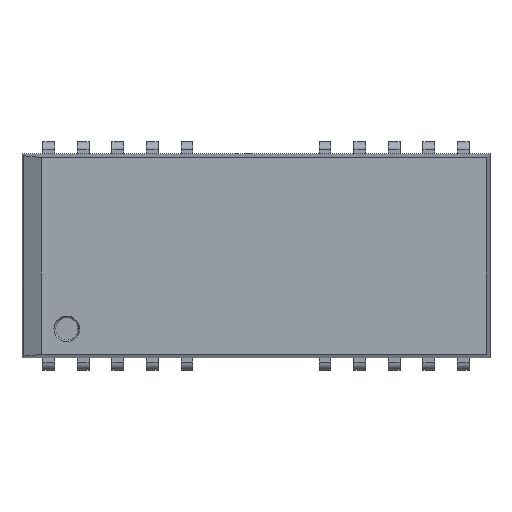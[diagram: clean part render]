
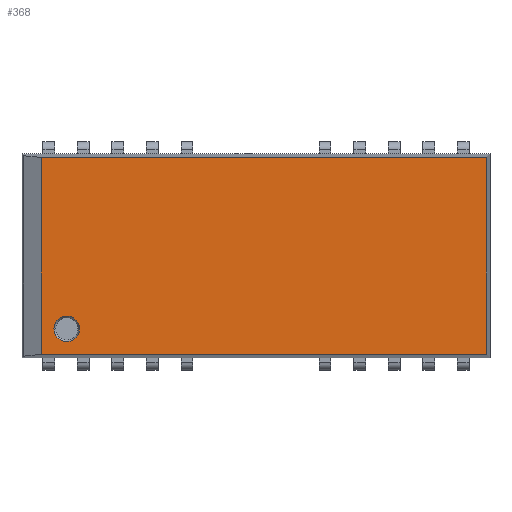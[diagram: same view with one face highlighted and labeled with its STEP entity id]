
A CAD part, top view. The second image highlights one B-rep face of the part: STEP entity #368.
In plain terms, the highlighted planar face has unit normal (0, 0, 1).
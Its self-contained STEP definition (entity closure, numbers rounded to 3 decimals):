
#368=ADVANCED_FACE('',(#821,#823),#825,.T.);
#821=FACE_BOUND('',#822,.T.);
#822=EDGE_LOOP('',(#1164,#1165,#1166,#1167));
#823=FACE_BOUND('',#824,.T.);
#824=EDGE_LOOP('',(#1168));
#825=PLANE('',#826);
#826=AXIS2_PLACEMENT_3D('',#827,#828,#829);
#827=CARTESIAN_POINT('',(0.,0.,2.9));
#828=DIRECTION('',(0.,0.,1.));
#829=DIRECTION('',(1.,0.,0.));
#1164=ORIENTED_EDGE('',*,*,#1414,.T.);
#1165=ORIENTED_EDGE('',*,*,#1415,.T.);
#1166=ORIENTED_EDGE('',*,*,#1416,.T.);
#1167=ORIENTED_EDGE('',*,*,#1417,.T.);
#1168=ORIENTED_EDGE('',*,*,#1418,.T.);
#1414=EDGE_CURVE('',#1579,#1580,#1581,.T.);
#1415=EDGE_CURVE('',#1580,#1582,#1583,.T.);
#1416=EDGE_CURVE('',#1582,#1584,#1585,.T.);
#1417=EDGE_CURVE('',#1584,#1579,#1586,.T.);
#1418=EDGE_CURVE('',#1587,#1587,#1588,.F.);
#1579=VERTEX_POINT('',#2000);
#1580=VERTEX_POINT('',#2001);
#1581=LINE('',#2002,#2003);
#1582=VERTEX_POINT('',#2005);
#1583=LINE('',#2006,#2007);
#1584=VERTEX_POINT('',#2009);
#1585=LINE('',#2010,#2011);
#1586=LINE('',#2013,#2014);
#1587=VERTEX_POINT('',#2016);
#1588=CIRCLE('',#2017,0.469);
#2000=CARTESIAN_POINT('',(-7.893,3.618,2.9));
#2001=CARTESIAN_POINT('',(-7.893,-3.618,2.9));
#2002=CARTESIAN_POINT('',(-7.893,3.618,2.9));
#2003=VECTOR('',#2004,1.);
#2004=DIRECTION('',(0.,-1.,0.));
#2005=CARTESIAN_POINT('',(8.468,-3.618,2.9));
#2006=CARTESIAN_POINT('',(-7.893,-3.618,2.9));
#2007=VECTOR('',#2008,1.);
#2008=DIRECTION('',(1.,0.,0.));
#2009=CARTESIAN_POINT('',(8.468,3.618,2.9));
#2010=CARTESIAN_POINT('',(8.468,-3.618,2.9));
#2011=VECTOR('',#2012,1.);
#2012=DIRECTION('',(0.,1.,0.));
#2013=CARTESIAN_POINT('',(8.468,3.618,2.9));
#2014=VECTOR('',#2015,1.);
#2015=DIRECTION('',(-1.,0.,0.));
#2016=CARTESIAN_POINT('',(-6.487,-2.68,2.9));
#2017=AXIS2_PLACEMENT_3D('',#2018,#2019,#2020);
#2018=CARTESIAN_POINT('',(-6.956,-2.68,2.9));
#2019=DIRECTION('',(0.,0.,1.));
#2020=DIRECTION('',(1.,0.,0.));
